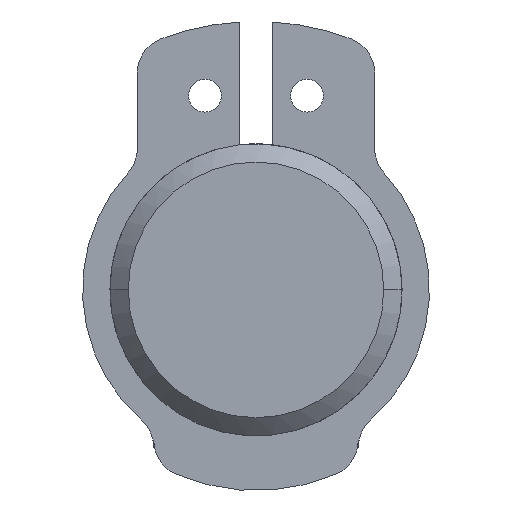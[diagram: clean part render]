
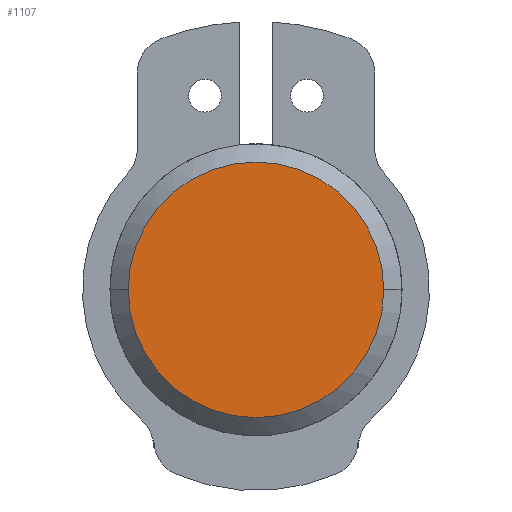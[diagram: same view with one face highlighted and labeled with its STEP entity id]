
A CAD part, left-side view. The second image highlights one B-rep face of the part: STEP entity #1107.
In plain terms, the highlighted planar face has unit normal (-1, 0, 0).
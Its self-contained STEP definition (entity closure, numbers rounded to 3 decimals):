
#411=EDGE_CURVE('',#1023,#1127,#1178,.T.);
#945=EDGE_CURVE('',#1127,#1023,#1769,.T.);
#1023=VERTEX_POINT('',#1851);
#1107=ADVANCED_FACE('',(#1944),#1945,.F.);
#1127=VERTEX_POINT('',#1966);
#1178=CIRCLE('',#2015,3.5);
#1769=CIRCLE('',#2801,3.5);
#1851=CARTESIAN_POINT('',(-13.5,-3.5,0.));
#1944=FACE_OUTER_BOUND('',#3039,.T.);
#1945=PLANE('',#3040);
#1966=CARTESIAN_POINT('',(-13.5,3.5,0.));
#2015=AXIS2_PLACEMENT_3D('',#3110,#3111,#3112);
#2801=AXIS2_PLACEMENT_3D('',#3855,#3856,#3857);
#3039=EDGE_LOOP('',(#4068,#4069));
#3040=AXIS2_PLACEMENT_3D('',#4070,#4071,#4072);
#3110=CARTESIAN_POINT('',(-13.5,0.,0.));
#3111=DIRECTION('',(-1.0,0.,0.));
#3112=DIRECTION('',(0.,1.0,0.));
#3855=CARTESIAN_POINT('',(-13.5,0.,0.));
#3856=DIRECTION('',(-1.0,0.,0.));
#3857=DIRECTION('',(0.,1.0,0.));
#4068=ORIENTED_EDGE('',*,*,#945,.T.);
#4069=ORIENTED_EDGE('',*,*,#411,.T.);
#4070=CARTESIAN_POINT('',(-13.5,0.,1.539));
#4071=DIRECTION('',(1.0,0.,0.));
#4072=DIRECTION('',(0.,1.0,0.0));
